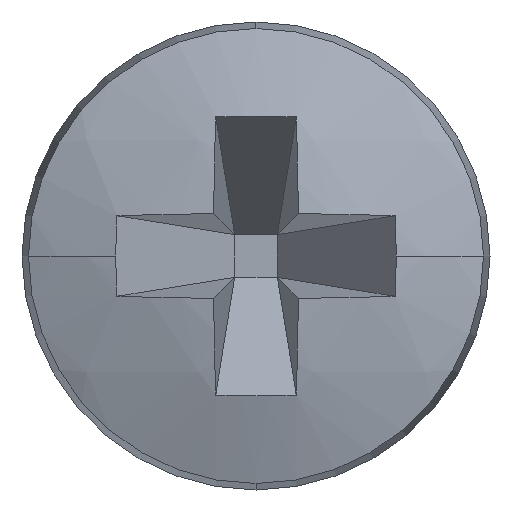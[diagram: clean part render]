
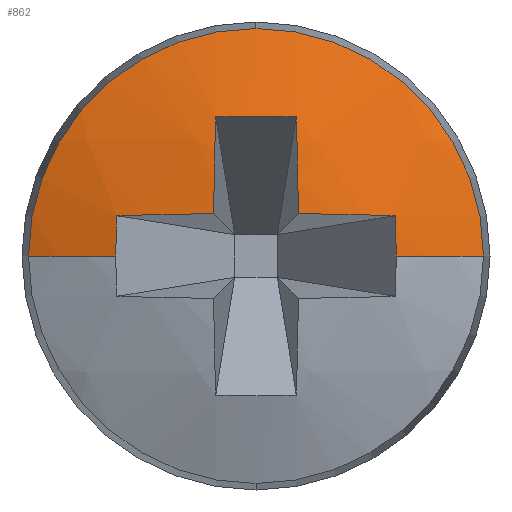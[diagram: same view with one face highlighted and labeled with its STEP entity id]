
A CAD part, left-side view. The second image highlights one B-rep face of the part: STEP entity #862.
In plain terms, the highlighted spherical face has radius 4.123 mm.
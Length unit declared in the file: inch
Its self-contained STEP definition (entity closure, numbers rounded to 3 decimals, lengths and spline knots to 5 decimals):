
#183 = VERTEX_POINT ( 'NONE', #2229 ) ;
#336 = EDGE_CURVE ( 'NONE', #839, #556, #2709, .T. ) ;
#337 = ORIENTED_EDGE ( 'NONE', *, *, #555, .T. ) ;
#338 = ORIENTED_EDGE ( 'NONE', *, *, #782, .T. ) ;
#339 = ORIENTED_EDGE ( 'NONE', *, *, #340, .F. ) ;
#340 = EDGE_CURVE ( 'NONE', #341, #780, #2732, .T. ) ;
#341 = VERTEX_POINT ( 'NONE', #2728 ) ;
#342 = ORIENTED_EDGE ( 'NONE', *, *, #343, .T. ) ;
#343 = EDGE_CURVE ( 'NONE', #341, #344, #2727, .T. ) ;
#344 = VERTEX_POINT ( 'NONE', #2615 ) ;
#345 = ORIENTED_EDGE ( 'NONE', *, *, #346, .T. ) ;
#346 = EDGE_CURVE ( 'NONE', #344, #397, #2614, .T. ) ;
#397 = VERTEX_POINT ( 'NONE', #2564 ) ;
#398 = ORIENTED_EDGE ( 'NONE', *, *, #399, .F. ) ;
#399 = EDGE_CURVE ( 'NONE', #183, #397, #2562, .T. ) ;
#555 = EDGE_CURVE ( 'NONE', #556, #557, #3079, .T. ) ;
#556 = VERTEX_POINT ( 'NONE', #3074 ) ;
#557 = VERTEX_POINT ( 'NONE', #3073 ) ;
#570 = ORIENTED_EDGE ( 'NONE', *, *, #837, .F. ) ;
#571 = ORIENTED_EDGE ( 'NONE', *, *, #336, .T. ) ;
#628 = EDGE_CURVE ( 'NONE', #183, #731, #3144, .T. ) ;
#731 = VERTEX_POINT ( 'NONE', #3225 ) ;
#732 = ORIENTED_EDGE ( 'NONE', *, *, #733, .T. ) ;
#733 = EDGE_CURVE ( 'NONE', #731, #734, #3223, .T. ) ;
#734 = VERTEX_POINT ( 'NONE', #3224 ) ;
#780 = VERTEX_POINT ( 'NONE', #3436 ) ;
#782 = EDGE_CURVE ( 'NONE', #557, #780, #3435, .T. ) ;
#794 = EDGE_LOOP ( 'NONE', ( #570, #571, #337, #338, #339, #342, #345, #398, #800, #732, #856 ) ) ;
#800 = ORIENTED_EDGE ( 'NONE', *, *, #628, .T. ) ;
#837 = EDGE_CURVE ( 'NONE', #839, #840, #3372, .T. ) ;
#839 = VERTEX_POINT ( 'NONE', #3368 ) ;
#840 = VERTEX_POINT ( 'NONE', #3367 ) ;
#856 = ORIENTED_EDGE ( 'NONE', *, *, #857, .F. ) ;
#857 = EDGE_CURVE ( 'NONE', #840, #734, #3408, .T. ) ;
#862 = ADVANCED_FACE ( 'NONE', ( #3403 ), #3402, .T. ) ;
#2229 = CARTESIAN_POINT ( 'NONE',  ( 0.00475, -0.01085, 0.03745 ) ) ;
#2558 = DIRECTION ( 'NONE',  ( 0.761, 0., -0.648 ) ) ;
#2559 = DIRECTION ( 'NONE',  ( -0.648, 0., -0.761 ) ) ;
#2560 = CARTESIAN_POINT ( 'NONE',  ( 0.11461, 0., -0.05605 ) ) ;
#2561 = AXIS2_PLACEMENT_3D ( 'NONE', #2560, #2559, #2558 ) ;
#2562 = CIRCLE ( 'NONE', #2561, 0.14467 ) ;
#2564 = CARTESIAN_POINT ( 'NONE',  ( 0.00475, 0.01085, 0.03745 ) ) ;
#2610 = DIRECTION ( 'NONE',  ( 0.991, -0.136, 0. ) ) ;
#2611 = DIRECTION ( 'NONE',  ( 0.136, 0.991, 0. ) ) ;
#2612 = CARTESIAN_POINT ( 'NONE',  ( 0.16088, -0.01052, 0. ) ) ;
#2613 = AXIS2_PLACEMENT_3D ( 'NONE', #2612, #2611, #2610 ) ;
#2614 = CIRCLE ( 'NONE', #2613, 0.16197 ) ;
#2615 = CARTESIAN_POINT ( 'NONE',  ( 0.0008, 0.01139, 0.01139 ) ) ;
#2705 = DIRECTION ( 'NONE',  ( 0., 0., 1. ) ) ;
#2706 = DIRECTION ( 'NONE',  ( -1., 0., 0. ) ) ;
#2707 = CARTESIAN_POINT ( 'NONE',  ( 0.012, 0., 0. ) ) ;
#2708 = AXIS2_PLACEMENT_3D ( 'NONE', #2707, #2706, #2705 ) ;
#2709 = CIRCLE ( 'NONE', #2708, 0.06125 ) ;
#2710 = CARTESIAN_POINT ( 'NONE',  ( 0.11461, -0.05605, 0. ) ) ;
#2723 = DIRECTION ( 'NONE',  ( -0.991, 0., 0.136 ) ) ;
#2724 = DIRECTION ( 'NONE',  ( 0.136, 0., 0.991 ) ) ;
#2725 = CARTESIAN_POINT ( 'NONE',  ( 0.16088, 0., -0.01052 ) ) ;
#2726 = AXIS2_PLACEMENT_3D ( 'NONE', #2725, #2724, #2723 ) ;
#2727 = CIRCLE ( 'NONE', #2726, 0.16197 ) ;
#2728 = CARTESIAN_POINT ( 'NONE',  ( 0.00475, 0.03745, 0.01085 ) ) ;
#2729 = DIRECTION ( 'NONE',  ( -0.761, 0.648, 0. ) ) ;
#2730 = DIRECTION ( 'NONE',  ( -0.648, -0.761, 0. ) ) ;
#2731 = AXIS2_PLACEMENT_3D ( 'NONE', #2710, #2730, #2729 ) ;
#2732 = CIRCLE ( 'NONE', #2731, 0.14467 ) ;
#3073 = CARTESIAN_POINT ( 'NONE',  ( 0.012, 0.06125, 0. ) ) ;
#3074 = CARTESIAN_POINT ( 'NONE',  ( 0.012, 0., 0.06125 ) ) ;
#3075 = DIRECTION ( 'NONE',  ( 0., 0., 1. ) ) ;
#3076 = DIRECTION ( 'NONE',  ( -1., 0., 0. ) ) ;
#3077 = CARTESIAN_POINT ( 'NONE',  ( 0.012, 0., 0. ) ) ;
#3078 = AXIS2_PLACEMENT_3D ( 'NONE', #3077, #3076, #3075 ) ;
#3079 = CIRCLE ( 'NONE', #3078, 0.06125 ) ;
#3141 = DIRECTION ( 'NONE',  ( -0.991, -0.136, 0. ) ) ;
#3142 = DIRECTION ( 'NONE',  ( 0.136, -0.991, 0. ) ) ;
#3143 = AXIS2_PLACEMENT_3D ( 'NONE', #3150, #3142, #3141 ) ;
#3144 = CIRCLE ( 'NONE', #3143, 0.16197 ) ;
#3150 = CARTESIAN_POINT ( 'NONE',  ( 0.16088, 0.01052, 0. ) ) ;
#3219 = DIRECTION ( 'NONE',  ( -0.991, 0., 0.136 ) ) ;
#3220 = DIRECTION ( 'NONE',  ( 0.136, 0., 0.991 ) ) ;
#3221 = CARTESIAN_POINT ( 'NONE',  ( 0.16088, 0., -0.01052 ) ) ;
#3222 = AXIS2_PLACEMENT_3D ( 'NONE', #3221, #3220, #3219 ) ;
#3223 = CIRCLE ( 'NONE', #3222, 0.16197 ) ;
#3224 = CARTESIAN_POINT ( 'NONE',  ( 0.00475, -0.03745, 0.01085 ) ) ;
#3225 = CARTESIAN_POINT ( 'NONE',  ( 0.0008, -0.01139, 0.01139 ) ) ;
#3367 = CARTESIAN_POINT ( 'NONE',  ( 0.00444, -0.03772, 0. ) ) ;
#3368 = CARTESIAN_POINT ( 'NONE',  ( 0.012, -0.06125, 0. ) ) ;
#3369 = DIRECTION ( 'NONE',  ( 0., 1., 0. ) ) ;
#3370 = DIRECTION ( 'NONE',  ( 0., 0., -1. ) ) ;
#3371 = AXIS2_PLACEMENT_3D ( 'NONE', #3486, #3370, #3369 ) ;
#3372 = CIRCLE ( 'NONE', #3371, 0.16232 ) ;
#3398 = DIRECTION ( 'NONE',  ( 0., 1., 0. ) ) ;
#3399 = DIRECTION ( 'NONE',  ( 0., 0., -1. ) ) ;
#3400 = CARTESIAN_POINT ( 'NONE',  ( 0.16232, 0., 0. ) ) ;
#3401 = AXIS2_PLACEMENT_3D ( 'NONE', #3400, #3399, #3398 ) ;
#3402 = SPHERICAL_SURFACE ( 'NONE', #3401, 0.16232 ) ;
#3403 = FACE_OUTER_BOUND ( 'NONE', #794, .T. ) ;
#3404 = DIRECTION ( 'NONE',  ( 0.761, 0.648, 0. ) ) ;
#3405 = DIRECTION ( 'NONE',  ( -0.648, 0.761, 0. ) ) ;
#3406 = CARTESIAN_POINT ( 'NONE',  ( 0.11461, 0.05605, 0. ) ) ;
#3407 = AXIS2_PLACEMENT_3D ( 'NONE', #3406, #3405, #3404 ) ;
#3408 = CIRCLE ( 'NONE', #3407, 0.14467 ) ;
#3431 = DIRECTION ( 'NONE',  ( 1., 0., 0. ) ) ;
#3432 = DIRECTION ( 'NONE',  ( 0., 0., 1. ) ) ;
#3433 = CARTESIAN_POINT ( 'NONE',  ( 0.16232, 0., 0. ) ) ;
#3434 = AXIS2_PLACEMENT_3D ( 'NONE', #3433, #3432, #3431 ) ;
#3435 = CIRCLE ( 'NONE', #3434, 0.16232 ) ;
#3436 = CARTESIAN_POINT ( 'NONE',  ( 0.00444, 0.03772, 0. ) ) ;
#3486 = CARTESIAN_POINT ( 'NONE',  ( 0.16232, 0., 0. ) ) ;
